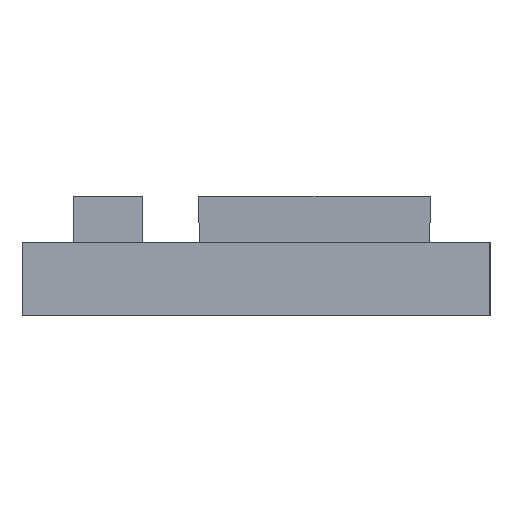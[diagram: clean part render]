
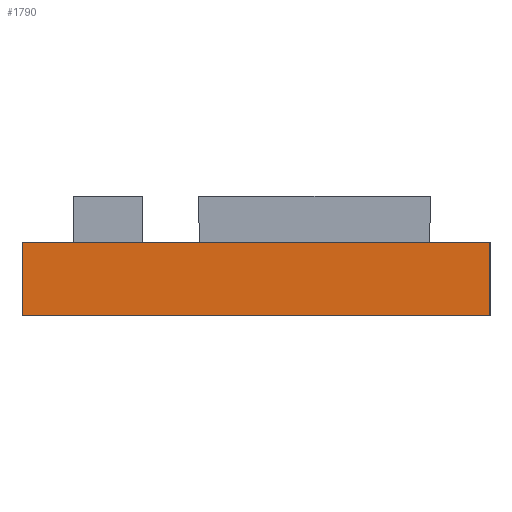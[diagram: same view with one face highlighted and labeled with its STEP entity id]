
A CAD part, left-side view. The second image highlights one B-rep face of the part: STEP entity #1790.
In plain terms, the highlighted planar face has unit normal (-1, 0, 0).
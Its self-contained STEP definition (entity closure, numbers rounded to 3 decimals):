
#174=FACE_OUTER_BOUND('',#286,.T.);
#286=EDGE_LOOP('',(#1515,#1516,#1517,#1518));
#512=LINE('',#2869,#726);
#520=LINE('',#2884,#734);
#521=LINE('',#2886,#735);
#522=LINE('',#2887,#736);
#726=VECTOR('',#2374,10.);
#734=VECTOR('',#2386,10.);
#735=VECTOR('',#2389,10.);
#736=VECTOR('',#2390,10.);
#886=VERTEX_POINT('',#2866);
#887=VERTEX_POINT('',#2868);
#891=VERTEX_POINT('',#2880);
#892=VERTEX_POINT('',#2882);
#1116=EDGE_CURVE('',#886,#887,#512,.T.);
#1124=EDGE_CURVE('',#891,#892,#520,.T.);
#1125=EDGE_CURVE('',#886,#891,#521,.T.);
#1126=EDGE_CURVE('',#887,#892,#522,.T.);
#1515=ORIENTED_EDGE('',*,*,#1125,.T.);
#1516=ORIENTED_EDGE('',*,*,#1124,.T.);
#1517=ORIENTED_EDGE('',*,*,#1126,.F.);
#1518=ORIENTED_EDGE('',*,*,#1116,.F.);
#1686=PLANE('',#1928);
#1790=ADVANCED_FACE('',(#174),#1686,.T.);
#1928=AXIS2_PLACEMENT_3D('',#2885,#2387,#2388);
#2374=DIRECTION('',(0.,0.,1.));
#2386=DIRECTION('',(0.,0.,1.));
#2387=DIRECTION('center_axis',(-1.,0.,0.));
#2388=DIRECTION('ref_axis',(0.,-1.,0.));
#2389=DIRECTION('',(0.,-1.,0.));
#2390=DIRECTION('',(0.,-1.,0.));
#2866=CARTESIAN_POINT('',(0.,10.16,0.));
#2868=CARTESIAN_POINT('',(0.,10.16,1.6));
#2869=CARTESIAN_POINT('',(0.,10.16,0.));
#2880=CARTESIAN_POINT('',(0.,0.,0.));
#2882=CARTESIAN_POINT('',(0.,0.,1.6));
#2884=CARTESIAN_POINT('',(0.,0.,0.));
#2885=CARTESIAN_POINT('Origin',(0.,10.16,0.));
#2886=CARTESIAN_POINT('',(0.,10.16,0.));
#2887=CARTESIAN_POINT('',(0.,10.16,1.6));
